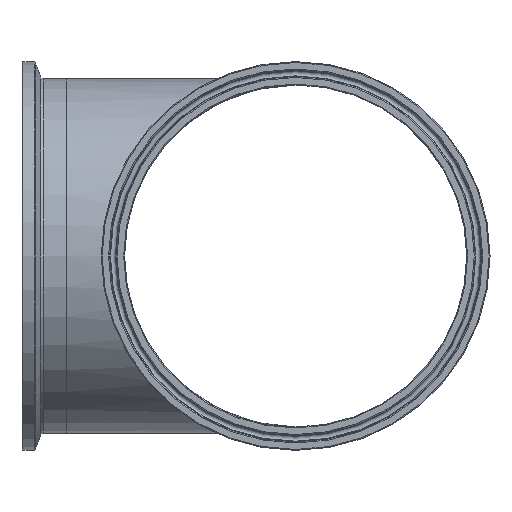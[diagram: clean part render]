
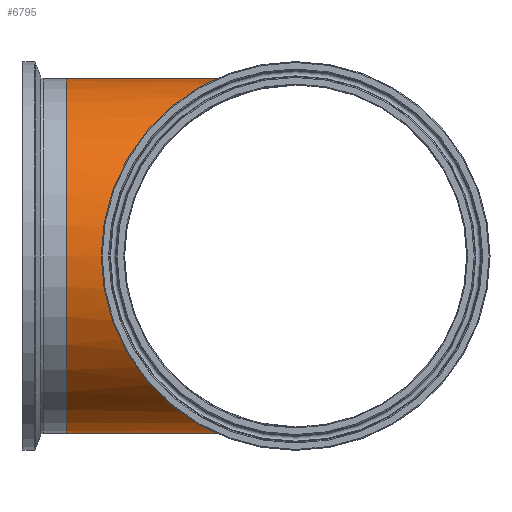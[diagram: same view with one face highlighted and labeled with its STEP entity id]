
A CAD part, left-side view. The second image highlights one B-rep face of the part: STEP entity #6795.
In plain terms, the highlighted cylindrical face has radius 76.2 mm (diameter 152.4 mm), a full revolution.
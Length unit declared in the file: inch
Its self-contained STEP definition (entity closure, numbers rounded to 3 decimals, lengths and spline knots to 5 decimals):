
#73=ELLIPSE('',#7076,4.24264,3.);
#74=ELLIPSE('',#7077,4.24264,3.);
#173=FACE_BOUND('',#1708,.T.);
#1227=FACE_OUTER_BOUND('',#1707,.T.);
#1707=EDGE_LOOP('',(#6255));
#1708=EDGE_LOOP('',(#6256,#6257));
#2675=CIRCLE('',#7122,3.);
#3315=VERTEX_POINT('',#14760);
#3316=VERTEX_POINT('',#14761);
#3337=VERTEX_POINT('',#14828);
#4279=EDGE_CURVE('',#3315,#3316,#73,.T.);
#4280=EDGE_CURVE('',#3316,#3315,#74,.T.);
#4301=EDGE_CURVE('',#3337,#3337,#2675,.T.);
#6255=ORIENTED_EDGE('',*,*,#4301,.T.);
#6256=ORIENTED_EDGE('',*,*,#4280,.F.);
#6257=ORIENTED_EDGE('',*,*,#4279,.F.);
#6312=CYLINDRICAL_SURFACE('',#7200,3.);
#6795=ADVANCED_FACE('',(#1227,#173),#6312,.T.);
#7076=AXIS2_PLACEMENT_3D('',#14762,#8173,#8174);
#7077=AXIS2_PLACEMENT_3D('',#14763,#8175,#8176);
#7122=AXIS2_PLACEMENT_3D('',#14829,#8265,#8266);
#7200=AXIS2_PLACEMENT_3D('',#14946,#8421,#8422);
#8173=DIRECTION('center_axis',(0.707,-0.707,0.));
#8174=DIRECTION('ref_axis',(-0.707,-0.707,0.));
#8175=DIRECTION('center_axis',(-0.707,-0.707,0.));
#8176=DIRECTION('ref_axis',(-0.707,0.707,0.));
#8265=DIRECTION('center_axis',(0.,-1.,0.));
#8266=DIRECTION('ref_axis',(-1.,0.,0.));
#8421=DIRECTION('center_axis',(0.,1.,0.));
#8422=DIRECTION('ref_axis',(-1.,0.,0.));
#14760=CARTESIAN_POINT('',(-0.00802,0.,-3.));
#14761=CARTESIAN_POINT('',(-0.00802,0.,3.));
#14762=CARTESIAN_POINT('Origin',(-0.00802,0.,
0.));
#14763=CARTESIAN_POINT('Origin',(-0.00802,0.,
0.));
#14828=CARTESIAN_POINT('',(2.99198,3.875,0.));
#14829=CARTESIAN_POINT('Origin',(-0.00802,3.875,0.));
#14946=CARTESIAN_POINT('Origin',(-0.00802,2.8125,0.));
